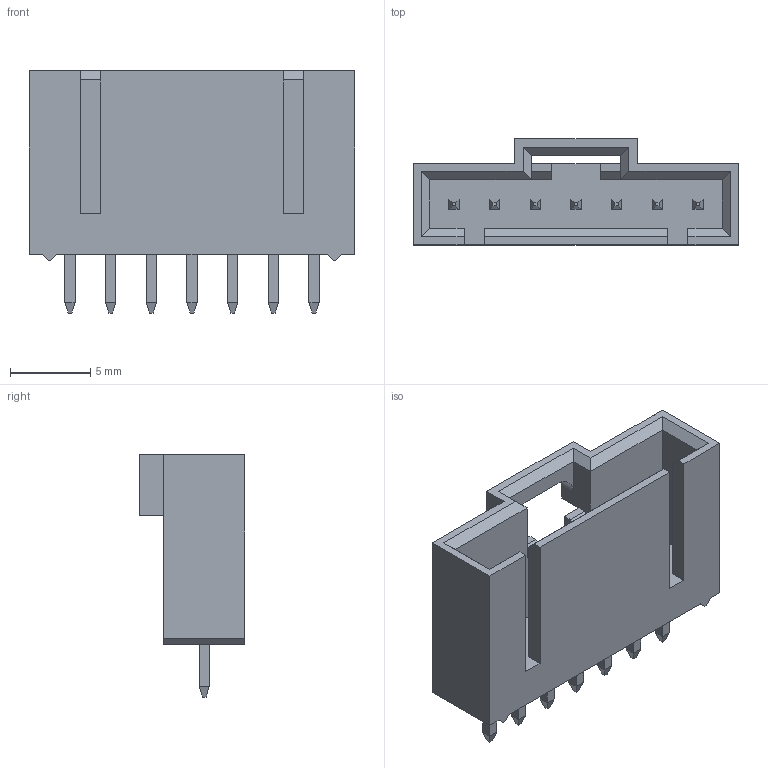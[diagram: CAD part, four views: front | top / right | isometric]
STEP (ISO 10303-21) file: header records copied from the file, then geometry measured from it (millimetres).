
FILE_DESCRIPTION((''),'2;1');
FILE_NAME('705430111','2017-02-22T',('ghp'),(''),'PRO/ENGINEER BY PARAMETRIC TECHNOLOGY CORPORATION, 2012310','PRO/ENGINEER BY PARAMETRIC TECHNOLOGY CORPORATION, 2012310','');
FILE_SCHEMA(('CONFIG_CONTROL_DESIGN'));
Length unit declared in the file: inch
Products named in the file (1): 705430111
Bounding box: 20.32 x 6.6 x 15.11 mm (x, y, z)
Volume: 666.9 mm3; surface area: 1309.9 mm2
Topology: 1 solids, 1 shells, 183 faces, 455 edges, 286 vertices
Faces by surface type: plane 181, cylinder 2
Entity records: 5289 total; most frequent: CARTESIAN_POINT 911, ORIENTED_EDGE 882, DIRECTION 841, EDGE_CURVE 441, VECTOR 437, LINE 437, VERTEX_POINT 272, AXIS2_PLACEMENT_3D 202
